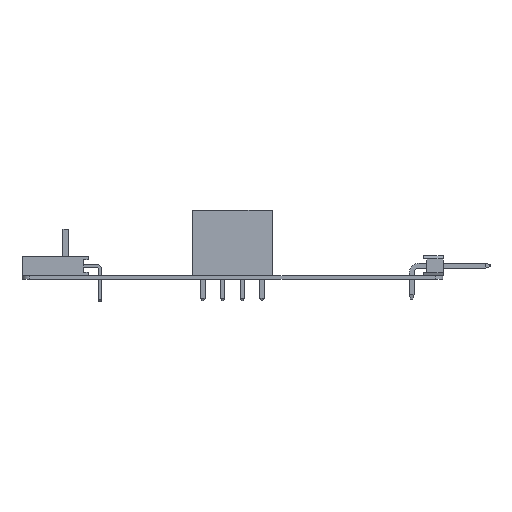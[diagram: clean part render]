
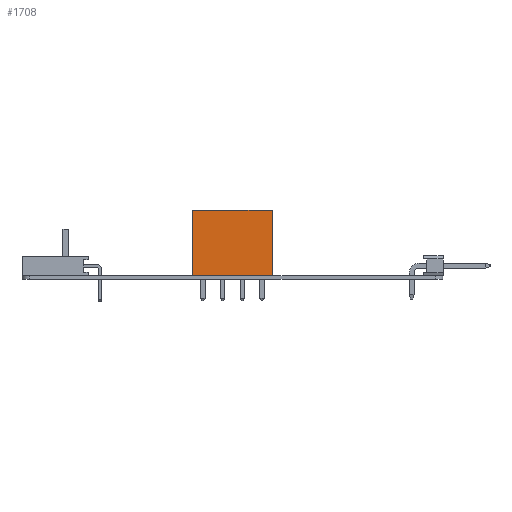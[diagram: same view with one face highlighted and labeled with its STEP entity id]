
A CAD part, front view. The second image highlights one B-rep face of the part: STEP entity #1708.
In plain terms, the highlighted planar face has unit normal (0, -1, 0).
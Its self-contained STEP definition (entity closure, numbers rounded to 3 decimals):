
#1416 = EDGE_CURVE('',#1417,#1419,#1421,.T.);
#1417 = VERTEX_POINT('',#1418);
#1418 = CARTESIAN_POINT('',(8.89,-1.27,8.4));
#1419 = VERTEX_POINT('',#1420);
#1420 = CARTESIAN_POINT('',(8.89,-1.27,0.));
#1421 = LINE('',#1422,#1423);
#1422 = CARTESIAN_POINT('',(8.89,-1.27,0.));
#1423 = VECTOR('',#1424,1.);
#1424 = DIRECTION('',(0.,0.,-1.));
#1513 = EDGE_CURVE('',#1514,#1417,#1516,.T.);
#1514 = VERTEX_POINT('',#1515);
#1515 = CARTESIAN_POINT('',(-1.27,-1.27,8.4));
#1516 = LINE('',#1517,#1518);
#1517 = CARTESIAN_POINT('',(0.,-1.27,8.4));
#1518 = VECTOR('',#1519,1.);
#1519 = DIRECTION('',(1.,0.,0.));
#1666 = VERTEX_POINT('',#1667);
#1667 = CARTESIAN_POINT('',(-1.27,-1.27,0.));
#1673 = EDGE_CURVE('',#1666,#1514,#1674,.T.);
#1674 = LINE('',#1675,#1676);
#1675 = CARTESIAN_POINT('',(-1.27,-1.27,0.));
#1676 = VECTOR('',#1677,1.);
#1677 = DIRECTION('',(0.,0.,1.));
#1708 = ADVANCED_FACE('',(#1709),#1720,.T.);
#1709 = FACE_BOUND('',#1710,.T.);
#1710 = EDGE_LOOP('',(#1711,#1712,#1713,#1719));
#1711 = ORIENTED_EDGE('',*,*,#1513,.F.);
#1712 = ORIENTED_EDGE('',*,*,#1673,.F.);
#1713 = ORIENTED_EDGE('',*,*,#1714,.T.);
#1714 = EDGE_CURVE('',#1666,#1419,#1715,.T.);
#1715 = LINE('',#1716,#1717);
#1716 = CARTESIAN_POINT('',(-1.27,-1.27,0.));
#1717 = VECTOR('',#1718,1.);
#1718 = DIRECTION('',(1.,0.,0.));
#1719 = ORIENTED_EDGE('',*,*,#1416,.F.);
#1720 = PLANE('',#1721);
#1721 = AXIS2_PLACEMENT_3D('',#1722,#1723,#1724);
#1722 = CARTESIAN_POINT('',(-1.27,-1.27,0.));
#1723 = DIRECTION('',(0.,-1.,0.));
#1724 = DIRECTION('',(0.,0.,-1.));
